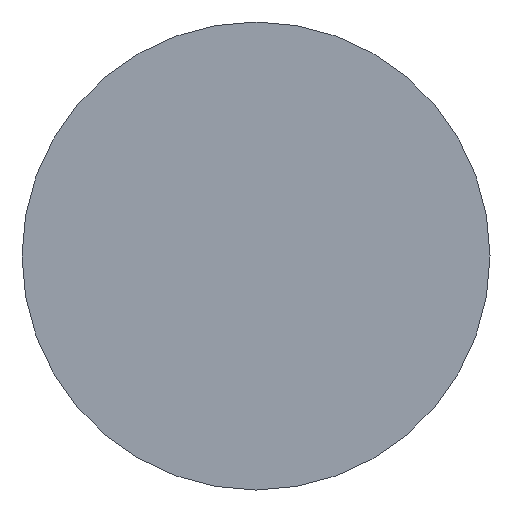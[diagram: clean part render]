
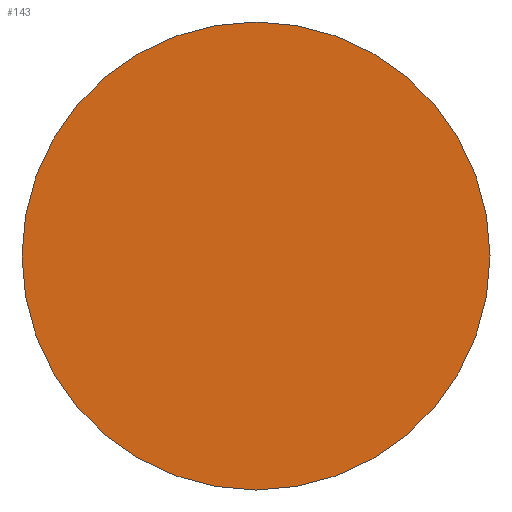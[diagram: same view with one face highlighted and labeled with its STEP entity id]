
A CAD part, front view. The second image highlights one B-rep face of the part: STEP entity #143.
In plain terms, the highlighted planar face has unit normal (0, -1, 0).
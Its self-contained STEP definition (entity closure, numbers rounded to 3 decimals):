
#23=PLANE('',#181);
#31=FACE_OUTER_BOUND('',#40,.T.);
#40=EDGE_LOOP('',(#123));
#56=CIRCLE('',#180,10.);
#69=VERTEX_POINT('',#270);
#87=EDGE_CURVE('',#69,#69,#56,.T.);
#123=ORIENTED_EDGE('',*,*,#87,.F.);
#143=ADVANCED_FACE('',(#31),#23,.F.);
#180=AXIS2_PLACEMENT_3D('',#272,#230,#231);
#181=AXIS2_PLACEMENT_3D('',#273,#232,#233);
#230=DIRECTION('center_axis',(0.,1.,0.));
#231=DIRECTION('ref_axis',(1.,0.,0.));
#232=DIRECTION('center_axis',(0.,1.,0.));
#233=DIRECTION('ref_axis',(1.,0.,0.));
#270=CARTESIAN_POINT('',(-10.,0.,0.));
#272=CARTESIAN_POINT('Origin',(0.,0.,0.));
#273=CARTESIAN_POINT('Origin',(0.,0.,0.));
